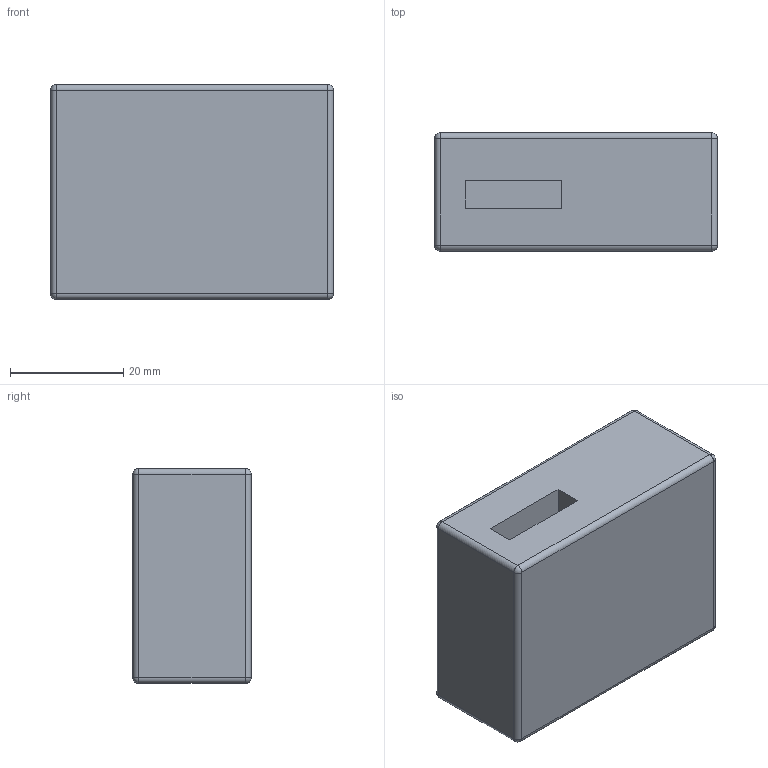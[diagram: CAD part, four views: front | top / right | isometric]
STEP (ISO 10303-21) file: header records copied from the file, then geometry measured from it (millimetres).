
FILE_DESCRIPTION(/* description */ (''),/* implementation_level */ '2;1');
FILE_NAME(/* name */ 'PMS5003.step',/* time_stamp */ '2020-04-24T13:17:25+02:00',/* author */ (''),/* organization */ (''),/* preprocessor_version */ 'ST-DEVELOPER v18.1',/* originating_system */ 'Autodesk Translation Framework v9.2.0.1227',/* authorisation */ '');
FILE_SCHEMA (('AUTOMOTIVE_DESIGN { 1 0 10303 214 3 1 1 }'));
Length unit declared in the file: millimetre
Products named in the file (1): planttower
Bounding box: 50 x 20.9 x 38 mm (x, y, z)
Volume: 38910.2 mm3; surface area: 7789.5 mm2
Topology: 1 solids, 1 shells, 59 faces, 132 edges, 80 vertices
Faces by surface type: plane 27, cylinder 24, sphere 8
Full cylindrical faces by diameter (mm): 3 x4
Entity records: 1687 total; most frequent: DIRECTION 300, CARTESIAN_POINT 292, ORIENTED_EDGE 264, EDGE_CURVE 132, AXIS2_PLACEMENT_3D 112, VERTEX_POINT 80, LINE 76, VECTOR 76
